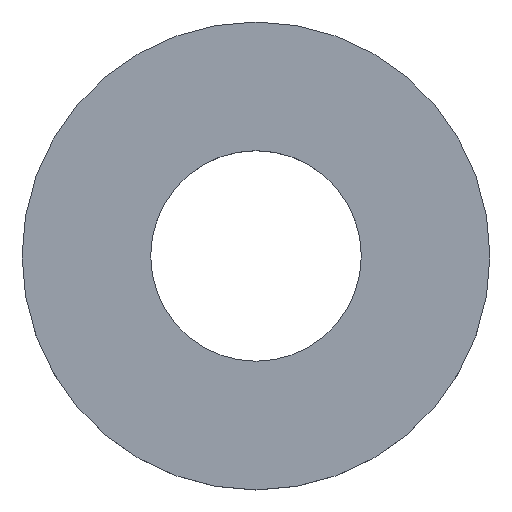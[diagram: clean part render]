
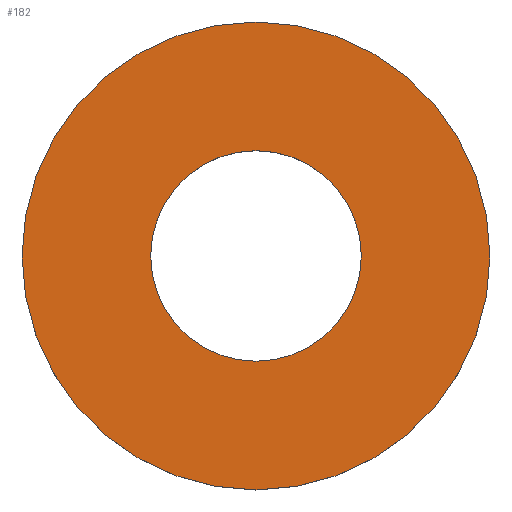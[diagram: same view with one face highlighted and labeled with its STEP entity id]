
A CAD part, top view. The second image highlights one B-rep face of the part: STEP entity #182.
In plain terms, the highlighted planar face has unit normal (0, 0, 1).
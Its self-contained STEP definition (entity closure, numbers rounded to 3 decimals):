
#7 = AXIS2_PLACEMENT_3D ( 'NONE', #111, #97, #154 ) ;
#10 = FACE_OUTER_BOUND ( 'NONE', #104, .T. ) ;
#13 = VERTEX_POINT ( 'NONE', #126 ) ;
#34 = CARTESIAN_POINT ( 'NONE',  ( 22.5, 0., 10. ) ) ;
#36 = PLANE ( 'NONE',  #166 ) ;
#40 = VERTEX_POINT ( 'NONE', #96 ) ;
#41 = EDGE_CURVE ( 'NONE', #106, #73, #137, .T. ) ;
#43 = ORIENTED_EDGE ( 'NONE', *, *, #165, .F. ) ;
#44 = AXIS2_PLACEMENT_3D ( 'NONE', #95, #113, #141 ) ;
#49 = DIRECTION ( 'NONE',  ( 1., 0., 0. ) ) ;
#52 = FACE_BOUND ( 'NONE', #134, .T. ) ;
#61 = AXIS2_PLACEMENT_3D ( 'NONE', #192, #100, #72 ) ;
#72 = DIRECTION ( 'NONE',  ( 1., 0., 0. ) ) ;
#73 = VERTEX_POINT ( 'NONE', #123 ) ;
#85 = CIRCLE ( 'NONE', #153, 50. ) ;
#87 = ORIENTED_EDGE ( 'NONE', *, *, #102, .T. ) ;
#95 = CARTESIAN_POINT ( 'NONE',  ( 0., 0., 10. ) ) ;
#96 = CARTESIAN_POINT ( 'NONE',  ( -50., 0., 10. ) ) ;
#97 = DIRECTION ( 'NONE',  ( 0., 0., 1. ) ) ;
#100 = DIRECTION ( 'NONE',  ( 0., 0., 1. ) ) ;
#102 = EDGE_CURVE ( 'NONE', #13, #40, #85, .T. ) ;
#104 = EDGE_LOOP ( 'NONE', ( #139, #87 ) ) ;
#106 = VERTEX_POINT ( 'NONE', #34 ) ;
#111 = CARTESIAN_POINT ( 'NONE',  ( 0., 0., 10. ) ) ;
#113 = DIRECTION ( 'NONE',  ( 0., 0., 1. ) ) ;
#117 = DIRECTION ( 'NONE',  ( 0., 0., 1. ) ) ;
#120 = EDGE_CURVE ( 'NONE', #40, #13, #197, .T. ) ;
#122 = CIRCLE ( 'NONE', #61, 22.5 ) ;
#123 = CARTESIAN_POINT ( 'NONE',  ( -22.5, 0., 10. ) ) ;
#126 = CARTESIAN_POINT ( 'NONE',  ( 50., 0., 10. ) ) ;
#134 = EDGE_LOOP ( 'NONE', ( #43, #180 ) ) ;
#137 = CIRCLE ( 'NONE', #7, 22.5 ) ;
#139 = ORIENTED_EDGE ( 'NONE', *, *, #120, .T. ) ;
#141 = DIRECTION ( 'NONE',  ( 1., 0., 0. ) ) ;
#146 = DIRECTION ( 'NONE',  ( 1., 0., 0. ) ) ;
#153 = AXIS2_PLACEMENT_3D ( 'NONE', #186, #168, #49 ) ;
#154 = DIRECTION ( 'NONE',  ( 1., 0., 0. ) ) ;
#159 = CARTESIAN_POINT ( 'NONE',  ( 0., 0., 10. ) ) ;
#165 = EDGE_CURVE ( 'NONE', #73, #106, #122, .T. ) ;
#166 = AXIS2_PLACEMENT_3D ( 'NONE', #159, #117, #146 ) ;
#168 = DIRECTION ( 'NONE',  ( 0., 0., 1. ) ) ;
#180 = ORIENTED_EDGE ( 'NONE', *, *, #41, .F. ) ;
#182 = ADVANCED_FACE ( 'NONE', ( #10, #52 ), #36, .T. ) ;
#186 = CARTESIAN_POINT ( 'NONE',  ( 0., 0., 10. ) ) ;
#192 = CARTESIAN_POINT ( 'NONE',  ( 0., 0., 10. ) ) ;
#197 = CIRCLE ( 'NONE', #44, 50. ) ;
